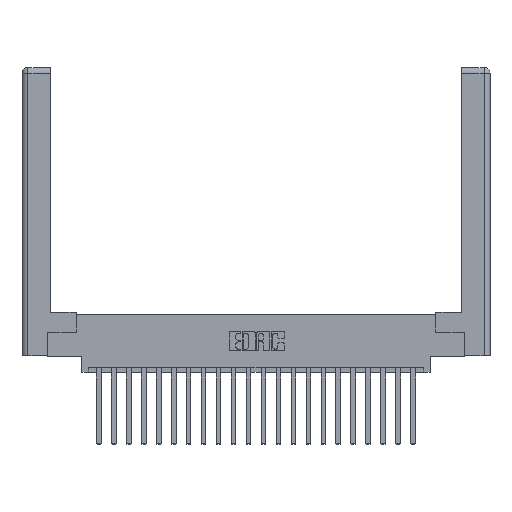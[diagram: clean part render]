
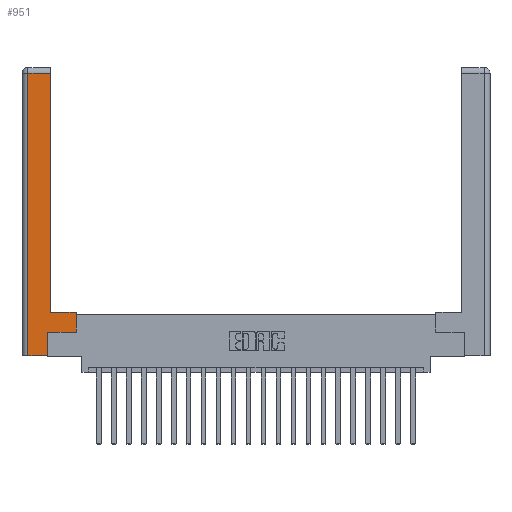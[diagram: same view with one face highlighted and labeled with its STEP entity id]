
A CAD part, top view. The second image highlights one B-rep face of the part: STEP entity #951.
In plain terms, the highlighted planar face has unit normal (0, 0, 1).
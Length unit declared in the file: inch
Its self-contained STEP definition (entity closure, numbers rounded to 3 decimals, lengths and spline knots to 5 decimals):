
#117 = EDGE_LOOP ( 'NONE', ( #8182, #6938, #13618, #4017, #20014, #16766, #5660, #12836 ) ) ;
#289 = FACE_OUTER_BOUND ( 'NONE', #117, .T. ) ;
#363 = CARTESIAN_POINT ( 'NONE',  ( 0.565, 0.45, 0. ) ) ;
#580 = CARTESIAN_POINT ( 'NONE',  ( 0.295, 2.94, 0. ) ) ;
#951 = ADVANCED_FACE ( 'NONE', ( #289 ), #20746, .F. ) ;
#995 = VECTOR ( 'NONE', #11638, 39.37008 ) ;
#1003 = VERTEX_POINT ( 'NONE', #363 ) ;
#1024 = VERTEX_POINT ( 'NONE', #580 ) ;
#1324 = CARTESIAN_POINT ( 'NONE',  ( 0.265, 0.245, 0. ) ) ;
#1823 = VERTEX_POINT ( 'NONE', #10155 ) ;
#2591 = EDGE_CURVE ( 'NONE', #3392, #14500, #19595, .T. ) ;
#3392 = VERTEX_POINT ( 'NONE', #10346 ) ;
#3865 = DIRECTION ( 'NONE',  ( -1., 0., 0. ) ) ;
#4017 = ORIENTED_EDGE ( 'NONE', *, *, #2591, .T. ) ;
#5590 = VECTOR ( 'NONE', #20755, 39.37008 ) ;
#5660 = ORIENTED_EDGE ( 'NONE', *, *, #19220, .T. ) ;
#5805 = AXIS2_PLACEMENT_3D ( 'NONE', #8898, #15921, #3865 ) ;
#6360 = EDGE_CURVE ( 'NONE', #14500, #1823, #10690, .T. ) ;
#6938 = ORIENTED_EDGE ( 'NONE', *, *, #13553, .T. ) ;
#7082 = EDGE_CURVE ( 'NONE', #1003, #15563, #13392, .T. ) ;
#7647 = VECTOR ( 'NONE', #15478, 39.37008 ) ;
#8182 = ORIENTED_EDGE ( 'NONE', *, *, #12435, .T. ) ;
#8354 = VERTEX_POINT ( 'NONE', #18040 ) ;
#8531 = VECTOR ( 'NONE', #13260, 39.37008 ) ;
#8703 = LINE ( 'NONE', #10102, #7647 ) ;
#8893 = EDGE_CURVE ( 'NONE', #17656, #3392, #12226, .T. ) ;
#8898 = CARTESIAN_POINT ( 'NONE',  ( 0., 0., 0. ) ) ;
#9991 = EDGE_CURVE ( 'NONE', #1823, #8354, #12319, .T. ) ;
#10102 = CARTESIAN_POINT ( 'NONE',  ( 0.295, 3., 0. ) ) ;
#10155 = CARTESIAN_POINT ( 'NONE',  ( 0.265, 0.245, 0. ) ) ;
#10188 = CARTESIAN_POINT ( 'NONE',  ( 0.0615, 2.94, 0. ) ) ;
#10346 = CARTESIAN_POINT ( 'NONE',  ( 0.0615, 0., 0. ) ) ;
#10690 = LINE ( 'NONE', #1324, #5590 ) ;
#10741 = CARTESIAN_POINT ( 'NONE',  ( 0.0615, 2.94, 0. ) ) ;
#10957 = CARTESIAN_POINT ( 'NONE',  ( 0.565, 0.245, 0. ) ) ;
#11463 = VECTOR ( 'NONE', #12171, 39.37008 ) ;
#11638 = DIRECTION ( 'NONE',  ( -1., 0., 0. ) ) ;
#11932 = DIRECTION ( 'NONE',  ( 1., 0., 0. ) ) ;
#12171 = DIRECTION ( 'NONE',  ( -1., 0., 0. ) ) ;
#12226 = LINE ( 'NONE', #19503, #15722 ) ;
#12319 = LINE ( 'NONE', #10957, #18508 ) ;
#12435 = EDGE_CURVE ( 'NONE', #15563, #1024, #8703, .T. ) ;
#12836 = ORIENTED_EDGE ( 'NONE', *, *, #7082, .T. ) ;
#13260 = DIRECTION ( 'NONE',  ( 0., 1., 0. ) ) ;
#13392 = LINE ( 'NONE', #21877, #995 ) ;
#13553 = EDGE_CURVE ( 'NONE', #1024, #17656, #16058, .T. ) ;
#13618 = ORIENTED_EDGE ( 'NONE', *, *, #8893, .T. ) ;
#14500 = VERTEX_POINT ( 'NONE', #21963 ) ;
#15478 = DIRECTION ( 'NONE',  ( 0., 1., 0. ) ) ;
#15563 = VERTEX_POINT ( 'NONE', #17332 ) ;
#15722 = VECTOR ( 'NONE', #19731, 39.37008 ) ;
#15921 = DIRECTION ( 'NONE',  ( 0., 0., -1. ) ) ;
#16058 = LINE ( 'NONE', #10188, #11463 ) ;
#16317 = VECTOR ( 'NONE', #11932, 39.37008 ) ;
#16766 = ORIENTED_EDGE ( 'NONE', *, *, #9991, .T. ) ;
#17055 = CARTESIAN_POINT ( 'NONE',  ( 0.265, 0., 0. ) ) ;
#17332 = CARTESIAN_POINT ( 'NONE',  ( 0.295, 0.45, 0. ) ) ;
#17656 = VERTEX_POINT ( 'NONE', #10741 ) ;
#18040 = CARTESIAN_POINT ( 'NONE',  ( 0.565, 0.245, 0. ) ) ;
#18508 = VECTOR ( 'NONE', #21355, 39.37008 ) ;
#18692 = CARTESIAN_POINT ( 'NONE',  ( 0.565, 0.45, 0. ) ) ;
#18816 = LINE ( 'NONE', #18692, #8531 ) ;
#19220 = EDGE_CURVE ( 'NONE', #8354, #1003, #18816, .T. ) ;
#19503 = CARTESIAN_POINT ( 'NONE',  ( 0.0615, 0., 0. ) ) ;
#19595 = LINE ( 'NONE', #17055, #16317 ) ;
#19731 = DIRECTION ( 'NONE',  ( 0., -1., 0. ) ) ;
#20014 = ORIENTED_EDGE ( 'NONE', *, *, #6360, .T. ) ;
#20746 = PLANE ( 'NONE',  #5805 ) ;
#20755 = DIRECTION ( 'NONE',  ( 0., 1., 0. ) ) ;
#21355 = DIRECTION ( 'NONE',  ( 1., 0., 0. ) ) ;
#21877 = CARTESIAN_POINT ( 'NONE',  ( 0.295, 0.45, 0. ) ) ;
#21963 = CARTESIAN_POINT ( 'NONE',  ( 0.265, 0., 0. ) ) ;
